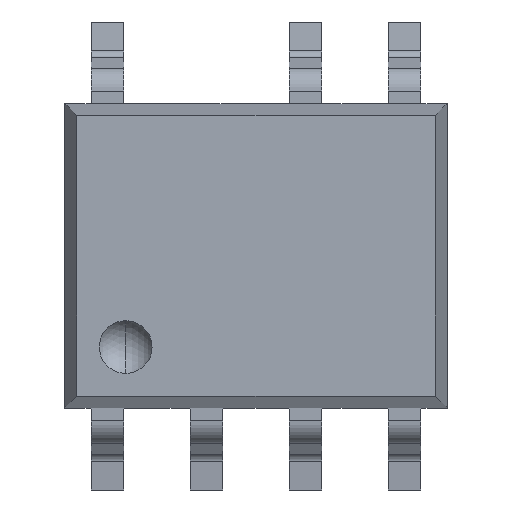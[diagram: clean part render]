
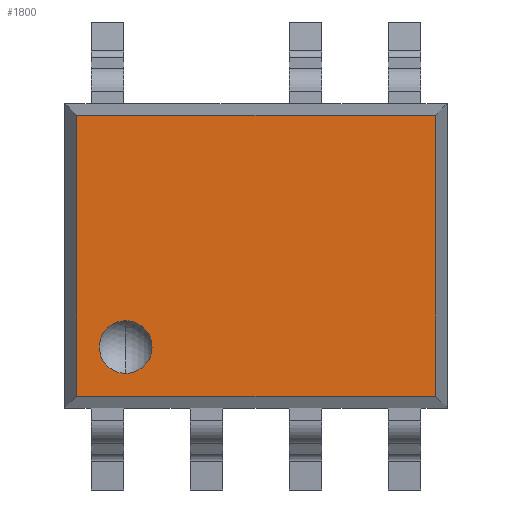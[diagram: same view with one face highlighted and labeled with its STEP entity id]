
A CAD part, top view. The second image highlights one B-rep face of the part: STEP entity #1800.
In plain terms, the highlighted planar face has unit normal (0, 0, 1).
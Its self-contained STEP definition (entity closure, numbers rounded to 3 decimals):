
#124 = CARTESIAN_POINT ( 'NONE',  ( -2.301, -1.801, 1.75 ) ) ;
#134 = VERTEX_POINT ( 'NONE', #229 ) ;
#157 = DIRECTION ( 'NONE',  ( -1., 0., 0. ) ) ;
#180 = CARTESIAN_POINT ( 'NONE',  ( -1.67, -1.17, 1.75 ) ) ;
#218 = CARTESIAN_POINT ( 'NONE',  ( -1.67, -0.832, 1.75 ) ) ;
#229 = CARTESIAN_POINT ( 'NONE',  ( -2.301, 1.801, 1.75 ) ) ;
#256 = DIRECTION ( 'NONE',  ( 0., 0., 1. ) ) ;
#590 = VERTEX_POINT ( 'NONE', #2225 ) ;
#690 = EDGE_CURVE ( 'NONE', #1014, #941, #993, .T. ) ;
#771 = DIRECTION ( 'NONE',  ( 0., 1., 0. ) ) ;
#875 = ORIENTED_EDGE ( 'NONE', *, *, #2031, .T. ) ;
#941 = VERTEX_POINT ( 'NONE', #1823 ) ;
#947 = CARTESIAN_POINT ( 'NONE',  ( -2.301, 1.95, 1.75 ) ) ;
#986 = LINE ( 'NONE', #947, #2141 ) ;
#993 = LINE ( 'NONE', #1935, #3119 ) ;
#1014 = VERTEX_POINT ( 'NONE', #124 ) ;
#1024 = LINE ( 'NONE', #2458, #1654 ) ;
#1123 = ORIENTED_EDGE ( 'NONE', *, *, #1415, .T. ) ;
#1363 = FACE_BOUND ( 'NONE', #1516, .T. ) ;
#1381 = FACE_OUTER_BOUND ( 'NONE', #1616, .T. ) ;
#1407 = VECTOR ( 'NONE', #771, 1000. ) ;
#1415 = EDGE_CURVE ( 'NONE', #134, #1014, #986, .T. ) ;
#1516 = EDGE_LOOP ( 'NONE', ( #2575, #3785 ) ) ;
#1616 = EDGE_LOOP ( 'NONE', ( #3255, #875, #1123, #3733 ) ) ;
#1621 = DIRECTION ( 'NONE',  ( 0., 0., -1. ) ) ;
#1632 = CARTESIAN_POINT ( 'NONE',  ( 2.301, 1.801, 1.75 ) ) ;
#1654 = VECTOR ( 'NONE', #2203, 1000. ) ;
#1658 = PLANE ( 'NONE',  #2752 ) ;
#1717 = LINE ( 'NONE', #2277, #1407 ) ;
#1800 = ADVANCED_FACE ( 'NONE', ( #1381, #1363 ), #1658, .F. ) ;
#1823 = CARTESIAN_POINT ( 'NONE',  ( 2.301, -1.801, 1.75 ) ) ;
#1935 = CARTESIAN_POINT ( 'NONE',  ( 2.45, -1.801, 1.75 ) ) ;
#1963 = AXIS2_PLACEMENT_3D ( 'NONE', #180, #256, #3415 ) ;
#2031 = EDGE_CURVE ( 'NONE', #3582, #134, #1024, .T. ) ;
#2141 = VECTOR ( 'NONE', #2179, 1000. ) ;
#2179 = DIRECTION ( 'NONE',  ( 0., -1., 0. ) ) ;
#2203 = DIRECTION ( 'NONE',  ( -1., 0., 0. ) ) ;
#2225 = CARTESIAN_POINT ( 'NONE',  ( -1.67, -1.508, 1.75 ) ) ;
#2244 = DIRECTION ( 'NONE',  ( -1., 0., 0. ) ) ;
#2277 = CARTESIAN_POINT ( 'NONE',  ( 2.301, 1.95, 1.75 ) ) ;
#2332 = CIRCLE ( 'NONE', #1963, 0.338 ) ;
#2458 = CARTESIAN_POINT ( 'NONE',  ( 2.45, 1.801, 1.75 ) ) ;
#2483 = EDGE_CURVE ( 'NONE', #941, #3582, #1717, .T. ) ;
#2516 = DIRECTION ( 'NONE',  ( 1., 0., 0. ) ) ;
#2534 = EDGE_CURVE ( 'NONE', #3477, #590, #2332, .T. ) ;
#2575 = ORIENTED_EDGE ( 'NONE', *, *, #3780, .F. ) ;
#2752 = AXIS2_PLACEMENT_3D ( 'NONE', #3371, #1621, #157 ) ;
#2787 = CIRCLE ( 'NONE', #3716, 0.338 ) ;
#2820 = DIRECTION ( 'NONE',  ( 0., 0., 1. ) ) ;
#3119 = VECTOR ( 'NONE', #2516, 1000. ) ;
#3255 = ORIENTED_EDGE ( 'NONE', *, *, #2483, .T. ) ;
#3371 = CARTESIAN_POINT ( 'NONE',  ( 2.45, 1.95, 1.75 ) ) ;
#3415 = DIRECTION ( 'NONE',  ( -1., 0., 0. ) ) ;
#3477 = VERTEX_POINT ( 'NONE', #218 ) ;
#3582 = VERTEX_POINT ( 'NONE', #1632 ) ;
#3672 = CARTESIAN_POINT ( 'NONE',  ( -1.67, -1.17, 1.75 ) ) ;
#3716 = AXIS2_PLACEMENT_3D ( 'NONE', #3672, #2820, #2244 ) ;
#3733 = ORIENTED_EDGE ( 'NONE', *, *, #690, .T. ) ;
#3780 = EDGE_CURVE ( 'NONE', #590, #3477, #2787, .T. ) ;
#3785 = ORIENTED_EDGE ( 'NONE', *, *, #2534, .F. ) ;
